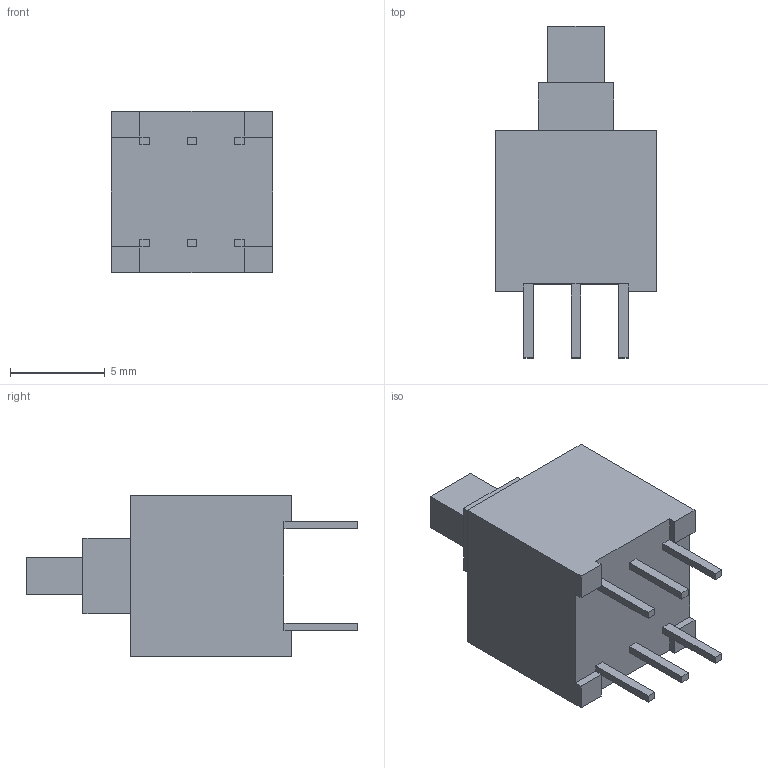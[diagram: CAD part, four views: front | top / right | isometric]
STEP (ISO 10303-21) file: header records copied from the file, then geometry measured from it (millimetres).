
FILE_DESCRIPTION (( 'STEP AP214' ), '1' );
FILE_NAME ('CBDF3946-D01F-432E-8C44-2D31BEB36BAD.STEP', '2009-03-08T10:24:35', ( 'sysAdmin' ), ( 'SolidWorks' ), 'SwSTEP 2.0', 'SolidWorks 2009', '' );
FILE_SCHEMA (( 'AUTOMOTIVE_DESIGN' ));
Length unit declared in the file: inch
Products named in the file (1): CBDF3946-D01F-432E-8C44-2D31BEB36BAD
Bounding box: 8.5 x 17.5 x 8.5 mm (x, y, z)
Volume: 651.3 mm3; surface area: 541.1 mm2
Topology: 1 solids, 1 shells, 58 faces, 152 edges, 100 vertices
Faces by surface type: plane 58
Entity records: 2395 total; most frequent: CARTESIAN_POINT 311, ORIENTED_EDGE 304, DIRECTION 270, EDGE_CURVE 152, VECTOR 152, LINE 152, VERTEX_POINT 100, EDGE_LOOP 62
